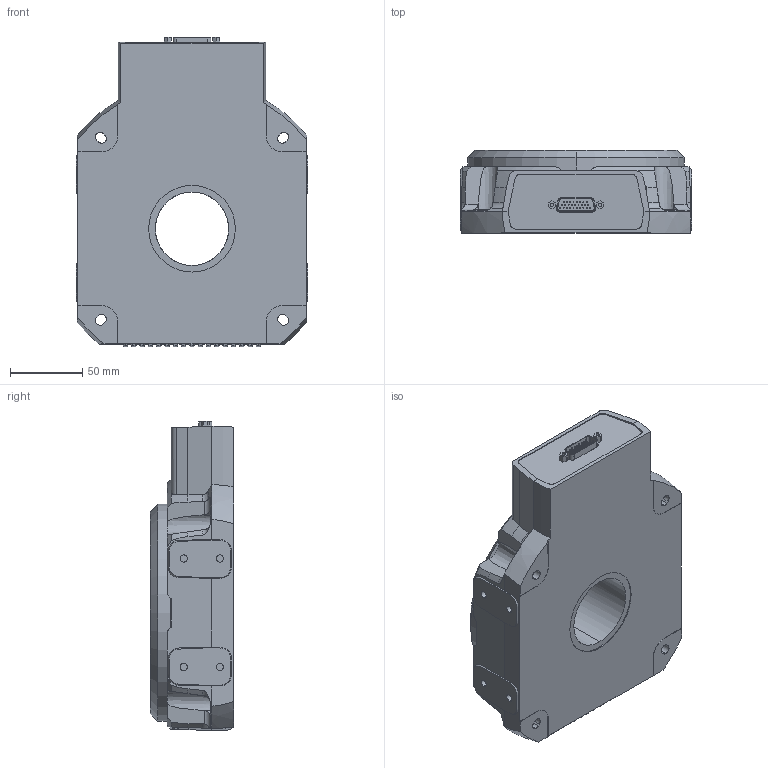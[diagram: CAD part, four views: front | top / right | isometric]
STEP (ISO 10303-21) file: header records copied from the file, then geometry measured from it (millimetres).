
FILE_DESCRIPTION (( 'STEP AP203' ), '1' );
FILE_NAME ('RDQ150-AE57T10A-AP270.step', '2025-11-20T22:58:32', ( '' ), ( '' ), 'SwSTEP 2.0', 'SolidWorks 2019', '' );
FILE_SCHEMA (( 'CONFIG_CONTROL_DESIGN' ));
Length unit declared in the file: millimetre
Products named in the file (5): AP270^RDQ; RDQ_base^RDQ_RDQ; RDQ_spindle^RDQ; Screw_SHCS^RDQ_M3 x 08mm; RDQ150-AE57T10A-AP270
Assembly tree (9 placements, depth 2):
  RDQ150-AE57T10A-AP270
    RDQ_base^RDQ_RDQ
    RDQ_spindle^RDQ
    AP270^RDQ
    Screw_SHCS^RDQ_M3 x 08mm  x6
Bounding box: 160 x 57.5 x 213.86 mm (x, y, z)
Volume: 1291556.1 mm3; surface area: 169795.9 mm2
Topology: 14 solids, 14 shells, 909 faces, 2185 edges, 1421 vertices
Faces by surface type: plane 482, cylinder 341, cone 62, torus 12, sphere 12
Entity records: 25823 total; most frequent: CARTESIAN_POINT 5163, DIRECTION 4281, ORIENTED_EDGE 4068, EDGE_CURVE 2034, AXIS2_PLACEMENT_3D 1575, VERTEX_POINT 1321, LINE 1131, VECTOR 1131
